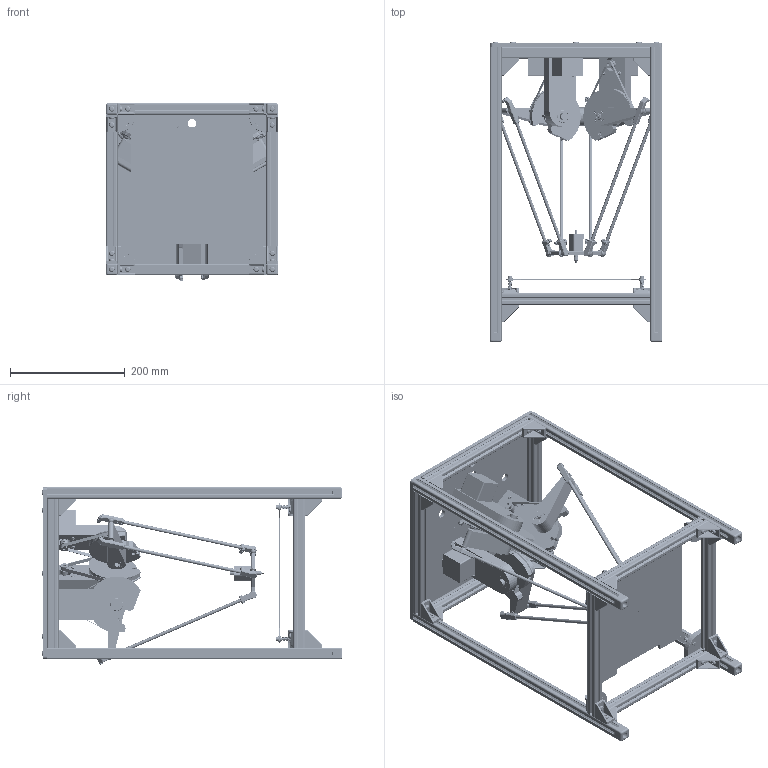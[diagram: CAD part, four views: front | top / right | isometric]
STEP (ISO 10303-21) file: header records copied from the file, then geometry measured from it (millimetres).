
FILE_DESCRIPTION(/* description */ ('Alibre Inc.'),/* implementation_level */ '2;1');
FILE_NAME(/* name */ 'export0',/* time_stamp */ '2015-08-19T18:42:51+08:00',/* author */ (''),/* organization */ (''),/* preprocessor_version */ 'ST-DEVELOPER v14',/* originating_system */ 'Alibre',/* authorisation */ '');
FILE_SCHEMA (('CONFIG_CONTROL_DESIGN'));
Length unit declared in the file: centimetre
Products named in the file (44): ID_1; XE2020-260; ID_2; ID_3; FNUT-M5-HNKK5; ID_4; EM-ST17; ID_5; ID_6; ID_7; DGP16T; ID_8; ID_9; DBS-0.375-10L-HEX; ID_10; ID_11; DGB383; DRCF-TUBE-M5.8-255L; ID_12; ID_13; ID_14; ID_15; ID_16; ID_17; MSPRING01; ID_18; ID_19; ID_20
Bounding box: 300 x 524.1 x 310.15 mm (x, y, z)
Volume: 2628691.2 mm3; surface area: 1501989.2 mm2
Topology: 307 solids, 307 shells, 6704 faces, 16085 edges, 10158 vertices
Faces by surface type: plane 3806, cylinder 1999, cone 413, torus 258, sphere 120, bspline 108
Full cylindrical faces by diameter (mm): 0.8 x1, 1.5 x1, 1.567 x4, 2 x5, 2.1 x4, 2.459 x12, 2.5 x1, 3 x48, 3.3 x30, 3.4 x15, 3.5 x31, 3.6 x12, 3.7 x12, 4 x24, 4.19 x12, 4.3 x12, 4.5 x4, 4.7 x7, 4.74 x1, 5 x112, 5.25 x4, 5.3 x48, 5.5 x20, 5.6 x12, 5.8 x6, 6 x28, 6.5 x12, 6.9 x45, 7 x4, 8 x17
Entity records: 51134 total; most frequent: CARTESIAN_POINT 14329, DIRECTION 5731, ORIENTED_EDGE 5002, EDGE_CURVE 2501, AXIS2_PLACEMENT_3D 2401, VERTEX_POINT 1713, EDGE_LOOP 1534, FACE_BOUND 1534
